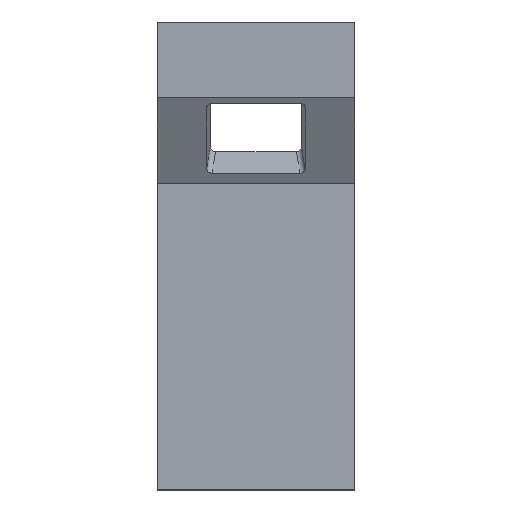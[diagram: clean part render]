
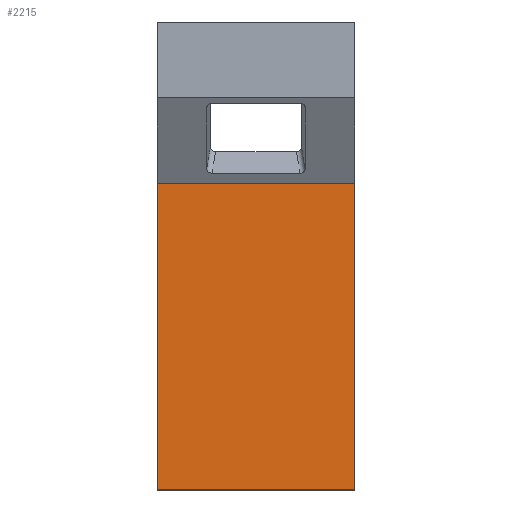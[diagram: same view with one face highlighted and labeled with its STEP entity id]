
A CAD part, top view. The second image highlights one B-rep face of the part: STEP entity #2215.
In plain terms, the highlighted planar face has unit normal (0, 0, 1).
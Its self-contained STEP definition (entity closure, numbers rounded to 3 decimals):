
#95=PLANE('',#2406);
#213=FACE_OUTER_BOUND('',#349,.T.);
#349=EDGE_LOOP('',(#1716,#1717,#1718,#1719));
#509=LINE('',#3353,#773);
#512=LINE('',#3358,#776);
#513=LINE('',#3361,#777);
#515=LINE('',#3364,#779);
#773=VECTOR('',#2718,10.);
#776=VECTOR('',#2723,10.);
#777=VECTOR('',#2726,10.);
#779=VECTOR('',#2730,10.);
#1065=VERTEX_POINT('',#3350);
#1066=VERTEX_POINT('',#3352);
#1067=VERTEX_POINT('',#3356);
#1068=VERTEX_POINT('',#3360);
#1304=EDGE_CURVE('',#1065,#1066,#509,.T.);
#1307=EDGE_CURVE('',#1067,#1065,#512,.T.);
#1308=EDGE_CURVE('',#1068,#1066,#513,.T.);
#1310=EDGE_CURVE('',#1067,#1068,#515,.T.);
#1716=ORIENTED_EDGE('',*,*,#1310,.T.);
#1717=ORIENTED_EDGE('',*,*,#1308,.T.);
#1718=ORIENTED_EDGE('',*,*,#1304,.F.);
#1719=ORIENTED_EDGE('',*,*,#1307,.F.);
#2215=ADVANCED_FACE('',(#213),#95,.T.);
#2406=AXIS2_PLACEMENT_3D('',#3363,#2728,#2729);
#2718=DIRECTION('',(1.,0.,0.));
#2723=DIRECTION('',(0.,1.,0.));
#2726=DIRECTION('',(0.,1.,0.));
#2728=DIRECTION('center_axis',(0.,0.,1.));
#2729=DIRECTION('ref_axis',(1.,0.,0.));
#2730=DIRECTION('',(1.,0.,0.));
#3350=CARTESIAN_POINT('',(0.,140.,0.));
#3352=CARTESIAN_POINT('',(90.,140.,0.));
#3353=CARTESIAN_POINT('',(0.,140.,0.));
#3356=CARTESIAN_POINT('',(0.,0.,0.));
#3358=CARTESIAN_POINT('',(0.,0.,0.));
#3360=CARTESIAN_POINT('',(90.,0.,0.));
#3361=CARTESIAN_POINT('',(90.,0.,0.));
#3363=CARTESIAN_POINT('Origin',(0.,0.,0.));
#3364=CARTESIAN_POINT('',(0.,0.,0.));
